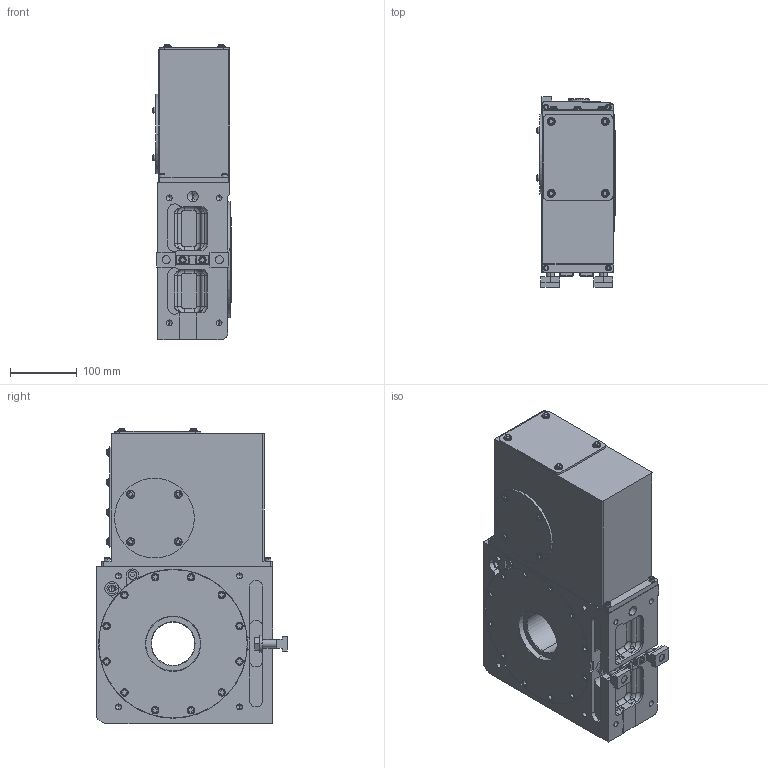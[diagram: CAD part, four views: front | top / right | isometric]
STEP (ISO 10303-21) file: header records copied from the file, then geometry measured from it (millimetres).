
FILE_DESCRIPTION (( 'STEP AP214' ), '1' );
FILE_NAME ('OUTSIDE VIEW(61E1163590)CK200LE01.STEP', '2019-04-01T02:12:53', ( '' ), ( '' ), 'SwSTEP 2.0', 'SolidWorks 2017', '' );
FILE_SCHEMA (( 'AUTOMOTIVE_DESIGN' ));
Length unit declared in the file: millimetre
Products named in the file (1): OUTSIDE VIEW(61E1163590)CK200LE01
Bounding box: 117.5 x 287 x 443.7 mm (x, y, z)
Volume: 10720394.1 mm3; surface area: 662970.9 mm2
Topology: 24 solids, 113 shells, 3806 faces, 9362 edges, 5993 vertices
Faces by surface type: plane 2266, cylinder 909, cone 518, torus 68, bspline 35, sphere 10
Entity records: 156847 total; most frequent: CARTESIAN_POINT 24062, DIRECTION 18778, ORIENTED_EDGE 18478, EDGE_CURVE 9239, LINE 6614, VECTOR 6614, AXIS2_PLACEMENT_3D 6082, VERTEX_POINT 5993
